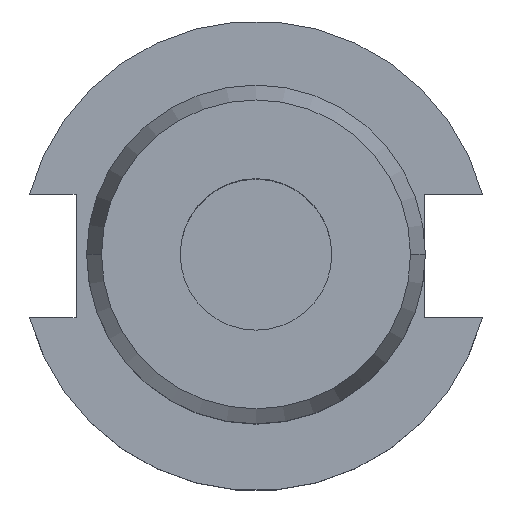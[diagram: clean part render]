
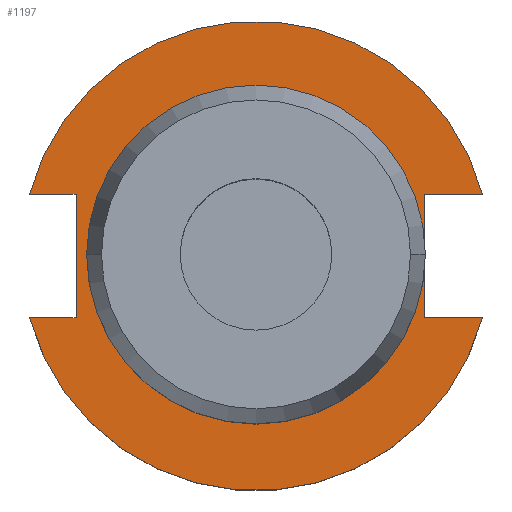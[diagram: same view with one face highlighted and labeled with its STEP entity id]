
A CAD part, top view. The second image highlights one B-rep face of the part: STEP entity #1197.
In plain terms, the highlighted planar face has unit normal (0, 0, 1).
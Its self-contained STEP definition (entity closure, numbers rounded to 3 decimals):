
#91 = CARTESIAN_POINT ( 'NONE',  ( -63.719, 12.954, 19.05 ) ) ;
#127 = AXIS2_PLACEMENT_3D ( 'NONE', #906, #1074, #1067 ) ;
#136 = CARTESIAN_POINT ( 'NONE',  ( 47.477, 12.954, 19.05 ) ) ;
#138 = VERTEX_POINT ( 'NONE', #136 ) ;
#144 = VECTOR ( 'NONE', #1618, 1000. ) ;
#200 = VERTEX_POINT ( 'NONE', #1634 ) ;
#201 = CARTESIAN_POINT ( 'NONE',  ( -37.719, -12.954, 19.05 ) ) ;
#237 = DIRECTION ( 'NONE',  ( 1., 0., 0. ) ) ;
#251 = EDGE_CURVE ( 'NONE', #1076, #1298, #817, .T. ) ;
#269 = VERTEX_POINT ( 'NONE', #587 ) ;
#292 = EDGE_LOOP ( 'NONE', ( #1575, #1178 ) ) ;
#315 = FACE_OUTER_BOUND ( 'NONE', #462, .T. ) ;
#327 = EDGE_CURVE ( 'NONE', #1298, #1076, #1439, .T. ) ;
#334 = CARTESIAN_POINT ( 'NONE',  ( 35.306, 12.954, 19.05 ) ) ;
#423 = LINE ( 'NONE', #334, #144 ) ;
#428 = VECTOR ( 'NONE', #945, 1000. ) ;
#443 = VERTEX_POINT ( 'NONE', #1347 ) ;
#462 = EDGE_LOOP ( 'NONE', ( #997, #1049, #627, #1593, #1188, #955, #499, #1252 ) ) ;
#476 = CARTESIAN_POINT ( 'NONE',  ( -34.925, 0., 19.05 ) ) ;
#499 = ORIENTED_EDGE ( 'NONE', *, *, #516, .F. ) ;
#516 = EDGE_CURVE ( 'NONE', #560, #269, #521, .T. ) ;
#521 = LINE ( 'NONE', #646, #1758 ) ;
#535 = DIRECTION ( 'NONE',  ( 1., 0., 0. ) ) ;
#542 = AXIS2_PLACEMENT_3D ( 'NONE', #901, #1311, #611 ) ;
#556 = CIRCLE ( 'NONE', #127, 49.213 ) ;
#560 = VERTEX_POINT ( 'NONE', #201 ) ;
#587 = CARTESIAN_POINT ( 'NONE',  ( -37.719, 12.954, 19.05 ) ) ;
#591 = CARTESIAN_POINT ( 'NONE',  ( -47.477, 12.954, 19.05 ) ) ;
#596 = EDGE_CURVE ( 'NONE', #269, #1296, #1716, .T. ) ;
#611 = DIRECTION ( 'NONE',  ( 1., 0., 0. ) ) ;
#627 = ORIENTED_EDGE ( 'NONE', *, *, #1588, .F. ) ;
#633 = CIRCLE ( 'NONE', #818, 49.213 ) ;
#642 = EDGE_CURVE ( 'NONE', #1486, #560, #1097, .T. ) ;
#646 = CARTESIAN_POINT ( 'NONE',  ( -37.719, 12.954, 19.05 ) ) ;
#695 = CARTESIAN_POINT ( 'NONE',  ( -63.719, -12.954, 19.05 ) ) ;
#722 = CARTESIAN_POINT ( 'NONE',  ( 35.306, -12.954, 19.05 ) ) ;
#740 = DIRECTION ( 'NONE',  ( 1., 0., 0. ) ) ;
#793 = AXIS2_PLACEMENT_3D ( 'NONE', #981, #1267, #535 ) ;
#817 = CIRCLE ( 'NONE', #542, 34.925 ) ;
#818 = AXIS2_PLACEMENT_3D ( 'NONE', #1689, #1232, #237 ) ;
#845 = DIRECTION ( 'NONE',  ( -1., 0., 0. ) ) ;
#894 = AXIS2_PLACEMENT_3D ( 'NONE', #1130, #1304, #740 ) ;
#901 = CARTESIAN_POINT ( 'NONE',  ( 0., 0., 19.05 ) ) ;
#906 = CARTESIAN_POINT ( 'NONE',  ( 0., 0., 19.05 ) ) ;
#945 = DIRECTION ( 'NONE',  ( -1., 0., 0. ) ) ;
#955 = ORIENTED_EDGE ( 'NONE', *, *, #596, .F. ) ;
#977 = DIRECTION ( 'NONE',  ( 1., 0., 0. ) ) ;
#981 = CARTESIAN_POINT ( 'NONE',  ( 0., 49.213, 19.05 ) ) ;
#994 = EDGE_CURVE ( 'NONE', #1486, #1679, #556, .T. ) ;
#997 = ORIENTED_EDGE ( 'NONE', *, *, #994, .T. ) ;
#1007 = FACE_BOUND ( 'NONE', #292, .T. ) ;
#1049 = ORIENTED_EDGE ( 'NONE', *, *, #1787, .F. ) ;
#1067 = DIRECTION ( 'NONE',  ( 1., 0., 0. ) ) ;
#1069 = VECTOR ( 'NONE', #977, 1000. ) ;
#1074 = DIRECTION ( 'NONE',  ( 0., 0., 1. ) ) ;
#1076 = VERTEX_POINT ( 'NONE', #476 ) ;
#1097 = LINE ( 'NONE', #695, #1345 ) ;
#1112 = CARTESIAN_POINT ( 'NONE',  ( 35.306, 12.954, 19.05 ) ) ;
#1125 = EDGE_CURVE ( 'NONE', #138, #1296, #633, .T. ) ;
#1130 = CARTESIAN_POINT ( 'NONE',  ( 0., 0., 19.05 ) ) ;
#1178 = ORIENTED_EDGE ( 'NONE', *, *, #251, .F. ) ;
#1188 = ORIENTED_EDGE ( 'NONE', *, *, #1125, .T. ) ;
#1197 = ADVANCED_FACE ( 'NONE', ( #1007, #315 ), #1396, .T. ) ;
#1208 = LINE ( 'NONE', #722, #1069 ) ;
#1232 = DIRECTION ( 'NONE',  ( 0., 0., 1. ) ) ;
#1252 = ORIENTED_EDGE ( 'NONE', *, *, #642, .F. ) ;
#1267 = DIRECTION ( 'NONE',  ( 0., 0., 1. ) ) ;
#1270 = DIRECTION ( 'NONE',  ( 1., 0., 0. ) ) ;
#1296 = VERTEX_POINT ( 'NONE', #591 ) ;
#1298 = VERTEX_POINT ( 'NONE', #1736 ) ;
#1304 = DIRECTION ( 'NONE',  ( 0., 0., 1. ) ) ;
#1311 = DIRECTION ( 'NONE',  ( 0., 0., 1. ) ) ;
#1345 = VECTOR ( 'NONE', #1270, 1000. ) ;
#1347 = CARTESIAN_POINT ( 'NONE',  ( 35.306, -12.954, 19.05 ) ) ;
#1396 = PLANE ( 'NONE',  #793 ) ;
#1439 = CIRCLE ( 'NONE', #894, 34.925 ) ;
#1451 = EDGE_CURVE ( 'NONE', #138, #200, #1487, .T. ) ;
#1454 = CARTESIAN_POINT ( 'NONE',  ( -47.477, -12.954, 19.05 ) ) ;
#1486 = VERTEX_POINT ( 'NONE', #1454 ) ;
#1487 = LINE ( 'NONE', #1112, #1668 ) ;
#1502 = CARTESIAN_POINT ( 'NONE',  ( 47.477, -12.954, 19.05 ) ) ;
#1526 = DIRECTION ( 'NONE',  ( 0., 1., 0. ) ) ;
#1575 = ORIENTED_EDGE ( 'NONE', *, *, #327, .F. ) ;
#1588 = EDGE_CURVE ( 'NONE', #200, #443, #423, .T. ) ;
#1593 = ORIENTED_EDGE ( 'NONE', *, *, #1451, .F. ) ;
#1618 = DIRECTION ( 'NONE',  ( 0., -1., 0. ) ) ;
#1634 = CARTESIAN_POINT ( 'NONE',  ( 35.306, 12.954, 19.05 ) ) ;
#1668 = VECTOR ( 'NONE', #845, 1000. ) ;
#1679 = VERTEX_POINT ( 'NONE', #1502 ) ;
#1689 = CARTESIAN_POINT ( 'NONE',  ( 0., 0., 19.05 ) ) ;
#1716 = LINE ( 'NONE', #91, #428 ) ;
#1736 = CARTESIAN_POINT ( 'NONE',  ( 34.925, 0., 19.05 ) ) ;
#1758 = VECTOR ( 'NONE', #1526, 1000. ) ;
#1787 = EDGE_CURVE ( 'NONE', #443, #1679, #1208, .T. ) ;
